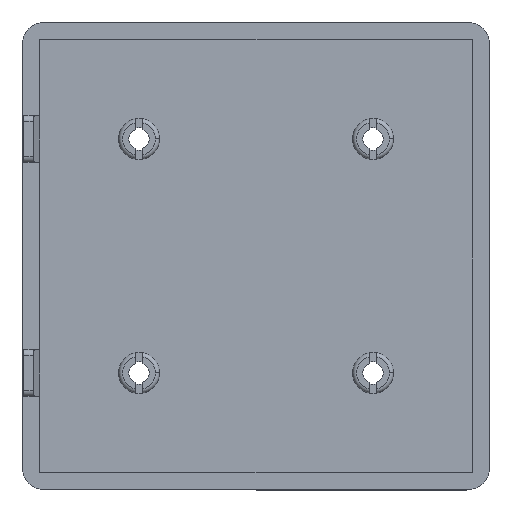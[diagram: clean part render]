
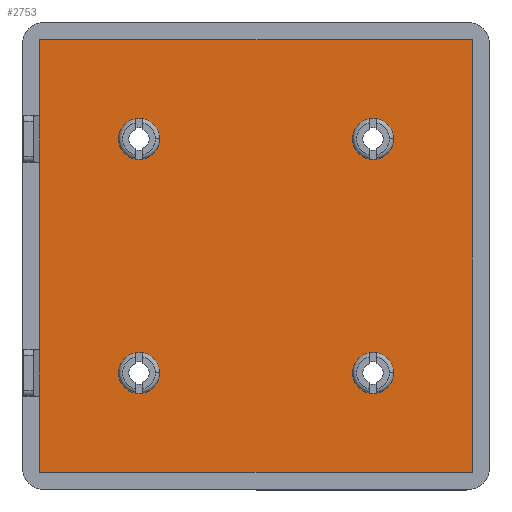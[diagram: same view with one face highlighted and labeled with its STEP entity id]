
A CAD part, top view. The second image highlights one B-rep face of the part: STEP entity #2753.
In plain terms, the highlighted planar face has unit normal (0, 0, 1).
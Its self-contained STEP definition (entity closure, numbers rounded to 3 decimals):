
#54 = FACE_BOUND ( 'NONE', #631, .T. ) ;
#84 = VERTEX_POINT ( 'NONE', #3351 ) ;
#132 = VERTEX_POINT ( 'NONE', #3144 ) ;
#149 = DIRECTION ( 'NONE',  ( 1., 0., 0. ) ) ;
#192 = AXIS2_PLACEMENT_3D ( 'NONE', #1198, #3212, #1497 ) ;
#262 = CARTESIAN_POINT ( 'NONE',  ( -17., 17., 3. ) ) ;
#274 = ORIENTED_EDGE ( 'NONE', *, *, #1942, .F. ) ;
#285 = EDGE_CURVE ( 'NONE', #1788, #84, #3115, .T. ) ;
#311 = EDGE_LOOP ( 'NONE', ( #1642, #3089, #2123, #2181 ) ) ;
#345 = DIRECTION ( 'NONE',  ( 0., 0., 1. ) ) ;
#361 = EDGE_LOOP ( 'NONE', ( #850, #1528 ) ) ;
#389 = CARTESIAN_POINT ( 'NONE',  ( 36.5, 0., 3. ) ) ;
#420 = CIRCLE ( 'NONE', #1657, 3.5 ) ;
#461 = CIRCLE ( 'NONE', #3601, 3.5 ) ;
#491 = DIRECTION ( 'NONE',  ( 0., 0., 1. ) ) ;
#496 = EDGE_CURVE ( 'NONE', #84, #1296, #3172, .T. ) ;
#605 = CARTESIAN_POINT ( 'NONE',  ( -17., -57., 3. ) ) ;
#619 = EDGE_CURVE ( 'NONE', #3418, #1788, #2723, .T. ) ;
#631 = EDGE_LOOP ( 'NONE', ( #2066, #985 ) ) ;
#637 = ORIENTED_EDGE ( 'NONE', *, *, #1834, .F. ) ;
#734 = FACE_BOUND ( 'NONE', #3606, .T. ) ;
#783 = AXIS2_PLACEMENT_3D ( 'NONE', #2090, #345, #2366 ) ;
#807 = ORIENTED_EDGE ( 'NONE', *, *, #860, .F. ) ;
#850 = ORIENTED_EDGE ( 'NONE', *, *, #2529, .F. ) ;
#860 = EDGE_CURVE ( 'NONE', #1180, #132, #461, .T. ) ;
#926 = DIRECTION ( 'NONE',  ( 0., 1., 0. ) ) ;
#975 = DIRECTION ( 'NONE',  ( 0., 0., 1. ) ) ;
#985 = ORIENTED_EDGE ( 'NONE', *, *, #1494, .F. ) ;
#1047 = VERTEX_POINT ( 'NONE', #389 ) ;
#1057 = CARTESIAN_POINT ( 'NONE',  ( -3.5, -40., 3. ) ) ;
#1068 = CARTESIAN_POINT ( 'NONE',  ( 0., 0., 3. ) ) ;
#1069 = DIRECTION ( 'NONE',  ( 0., 0., 1. ) ) ;
#1076 = VERTEX_POINT ( 'NONE', #2713 ) ;
#1180 = VERTEX_POINT ( 'NONE', #3616 ) ;
#1198 = CARTESIAN_POINT ( 'NONE',  ( 40., 0., 3. ) ) ;
#1285 = ORIENTED_EDGE ( 'NONE', *, *, #3371, .F. ) ;
#1296 = VERTEX_POINT ( 'NONE', #1646 ) ;
#1303 = CARTESIAN_POINT ( 'NONE',  ( 57., -57., 3. ) ) ;
#1318 = CIRCLE ( 'NONE', #192, 3.5 ) ;
#1372 = DIRECTION ( 'NONE',  ( 1., 0., 0. ) ) ;
#1383 = CARTESIAN_POINT ( 'NONE',  ( 0., -40., 3. ) ) ;
#1400 = CARTESIAN_POINT ( 'NONE',  ( -17., -57., 3. ) ) ;
#1410 = VECTOR ( 'NONE', #2582, 1000. ) ;
#1413 = AXIS2_PLACEMENT_3D ( 'NONE', #605, #3210, #1492 ) ;
#1492 = DIRECTION ( 'NONE',  ( 1., 0., 0. ) ) ;
#1494 = EDGE_CURVE ( 'NONE', #1076, #1047, #1318, .T. ) ;
#1497 = DIRECTION ( 'NONE',  ( 1., 0., 0. ) ) ;
#1528 = ORIENTED_EDGE ( 'NONE', *, *, #1540, .F. ) ;
#1540 = EDGE_CURVE ( 'NONE', #2539, #3402, #3510, .T. ) ;
#1582 = VECTOR ( 'NONE', #926, 1000. ) ;
#1632 = CARTESIAN_POINT ( 'NONE',  ( 43.5, -40., 3. ) ) ;
#1642 = ORIENTED_EDGE ( 'NONE', *, *, #3076, .T. ) ;
#1646 = CARTESIAN_POINT ( 'NONE',  ( -17., 17., 3. ) ) ;
#1654 = DIRECTION ( 'NONE',  ( 1., 0., 0. ) ) ;
#1657 = AXIS2_PLACEMENT_3D ( 'NONE', #1383, #3377, #1654 ) ;
#1674 = CARTESIAN_POINT ( 'NONE',  ( 57., 17., 3. ) ) ;
#1788 = VERTEX_POINT ( 'NONE', #1303 ) ;
#1834 = EDGE_CURVE ( 'NONE', #2168, #2500, #1930, .T. ) ;
#1848 = EDGE_LOOP ( 'NONE', ( #637, #1285 ) ) ;
#1872 = AXIS2_PLACEMENT_3D ( 'NONE', #3618, #1893, #149 ) ;
#1893 = DIRECTION ( 'NONE',  ( 0., 0., 1. ) ) ;
#1930 = CIRCLE ( 'NONE', #1872, 3.5 ) ;
#1942 = EDGE_CURVE ( 'NONE', #132, #1180, #2418, .T. ) ;
#1956 = VECTOR ( 'NONE', #2105, 1000. ) ;
#2066 = ORIENTED_EDGE ( 'NONE', *, *, #2311, .F. ) ;
#2090 = CARTESIAN_POINT ( 'NONE',  ( 0., -40., 3. ) ) ;
#2105 = DIRECTION ( 'NONE',  ( 1., 0., 0. ) ) ;
#2123 = ORIENTED_EDGE ( 'NONE', *, *, #285, .T. ) ;
#2132 = AXIS2_PLACEMENT_3D ( 'NONE', #2709, #975, #3007 ) ;
#2168 = VERTEX_POINT ( 'NONE', #2920 ) ;
#2181 = ORIENTED_EDGE ( 'NONE', *, *, #496, .T. ) ;
#2222 = CARTESIAN_POINT ( 'NONE',  ( 40., -40., 3. ) ) ;
#2302 = CARTESIAN_POINT ( 'NONE',  ( -17., 17., 3. ) ) ;
#2311 = EDGE_CURVE ( 'NONE', #1047, #1076, #2492, .T. ) ;
#2366 = DIRECTION ( 'NONE',  ( 1., 0., 0. ) ) ;
#2418 = CIRCLE ( 'NONE', #3615, 3.5 ) ;
#2492 = CIRCLE ( 'NONE', #2132, 3.5 ) ;
#2498 = DIRECTION ( 'NONE',  ( 1., 0., 0. ) ) ;
#2500 = VERTEX_POINT ( 'NONE', #1632 ) ;
#2529 = EDGE_CURVE ( 'NONE', #3402, #2539, #420, .T. ) ;
#2539 = VERTEX_POINT ( 'NONE', #3092 ) ;
#2582 = DIRECTION ( 'NONE',  ( 0., -1., 0. ) ) ;
#2628 = PLANE ( 'NONE',  #1413 ) ;
#2629 = LINE ( 'NONE', #2302, #1410 ) ;
#2663 = CARTESIAN_POINT ( 'NONE',  ( -17., -57., 3. ) ) ;
#2709 = CARTESIAN_POINT ( 'NONE',  ( 40., 0., 3. ) ) ;
#2713 = CARTESIAN_POINT ( 'NONE',  ( 43.5, 0., 3. ) ) ;
#2723 = LINE ( 'NONE', #2663, #1956 ) ;
#2753 = ADVANCED_FACE ( 'NONE', ( #3623, #734, #2953, #54, #2863 ), #2628, .T. ) ;
#2804 = CARTESIAN_POINT ( 'NONE',  ( 0., 0., 3. ) ) ;
#2863 = FACE_BOUND ( 'NONE', #361, .T. ) ;
#2884 = CIRCLE ( 'NONE', #3185, 3.5 ) ;
#2920 = CARTESIAN_POINT ( 'NONE',  ( 36.5, -40., 3. ) ) ;
#2953 = FACE_OUTER_BOUND ( 'NONE', #311, .T. ) ;
#3007 = DIRECTION ( 'NONE',  ( 1., 0., 0. ) ) ;
#3076 = EDGE_CURVE ( 'NONE', #1296, #3418, #2629, .T. ) ;
#3078 = VECTOR ( 'NONE', #3156, 1000. ) ;
#3084 = DIRECTION ( 'NONE',  ( 0., 0., 1. ) ) ;
#3087 = DIRECTION ( 'NONE',  ( 1., 0., 0. ) ) ;
#3089 = ORIENTED_EDGE ( 'NONE', *, *, #619, .T. ) ;
#3092 = CARTESIAN_POINT ( 'NONE',  ( 3.5, -40., 3. ) ) ;
#3115 = LINE ( 'NONE', #1674, #1582 ) ;
#3144 = CARTESIAN_POINT ( 'NONE',  ( 3.5, 0., 3. ) ) ;
#3156 = DIRECTION ( 'NONE',  ( -1., 0., 0. ) ) ;
#3172 = LINE ( 'NONE', #262, #3078 ) ;
#3185 = AXIS2_PLACEMENT_3D ( 'NONE', #2222, #491, #2498 ) ;
#3210 = DIRECTION ( 'NONE',  ( 0., 0., 1. ) ) ;
#3212 = DIRECTION ( 'NONE',  ( 0., 0., 1. ) ) ;
#3351 = CARTESIAN_POINT ( 'NONE',  ( 57., 17., 3. ) ) ;
#3371 = EDGE_CURVE ( 'NONE', #2500, #2168, #2884, .T. ) ;
#3377 = DIRECTION ( 'NONE',  ( 0., 0., 1. ) ) ;
#3402 = VERTEX_POINT ( 'NONE', #1057 ) ;
#3418 = VERTEX_POINT ( 'NONE', #1400 ) ;
#3510 = CIRCLE ( 'NONE', #783, 3.5 ) ;
#3601 = AXIS2_PLACEMENT_3D ( 'NONE', #1068, #3084, #1372 ) ;
#3606 = EDGE_LOOP ( 'NONE', ( #807, #274 ) ) ;
#3615 = AXIS2_PLACEMENT_3D ( 'NONE', #2804, #1069, #3087 ) ;
#3616 = CARTESIAN_POINT ( 'NONE',  ( -3.5, 0., 3. ) ) ;
#3618 = CARTESIAN_POINT ( 'NONE',  ( 40., -40., 3. ) ) ;
#3623 = FACE_BOUND ( 'NONE', #1848, .T. ) ;
